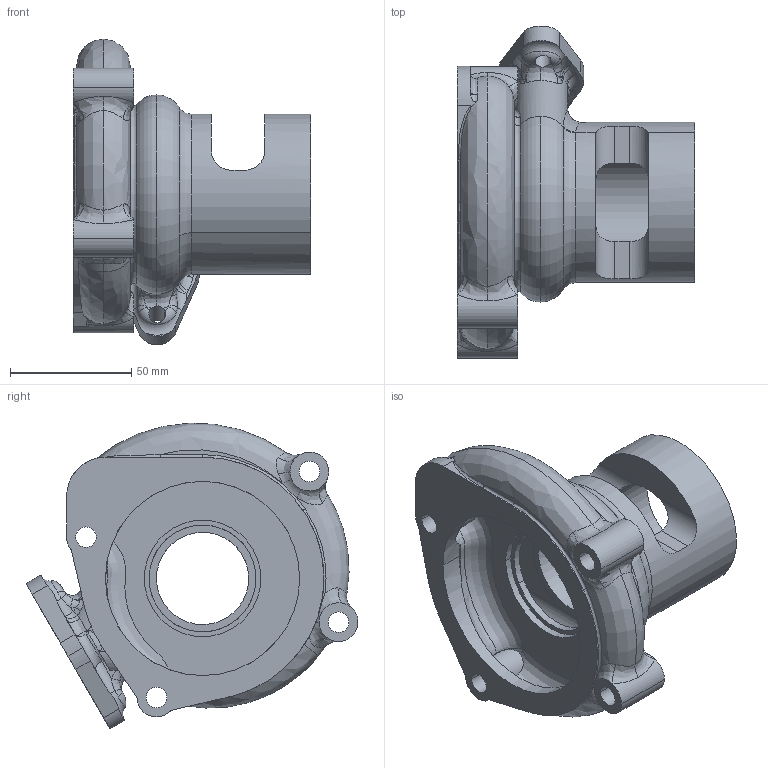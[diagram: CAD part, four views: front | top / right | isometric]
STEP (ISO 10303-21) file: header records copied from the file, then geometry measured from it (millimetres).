
FILE_DESCRIPTION(('CATIA V5 STEP Exchange'),'2;1');
FILE_NAME('centrifugal pump.stp','2014-08-07T05:55:35+00:00',('none'),('none'),'CATIA Version 5 Release 20 GA (IN-10)','CATIA V5 STEP AP203','none');
FILE_SCHEMA(('CONFIG_CONTROL_DESIGN'));
Length unit declared in the file: millimetre
Products named in the file (1): Part2
Bounding box: 98 x 136.7 x 125.86 mm (x, y, z)
Volume: 226420.6 mm3; surface area: 82812.1 mm2
Topology: 1 solids, 1 shells, 291 faces, 765 edges, 469 vertices
Faces by surface type: bspline 117, cylinder 78, plane 59, torus 34, sphere 3
Entity records: 30259 total; most frequent: CARTESIAN_POINT 24470, ORIENTED_EDGE 1516, EDGE_CURVE 758, DIRECTION 607, VERTEX_POINT 469, B_SPLINE_CURVE_WITH_KNOTS 395, AXIS2_PLACEMENT_3D 351, EDGE_LOOP 309
